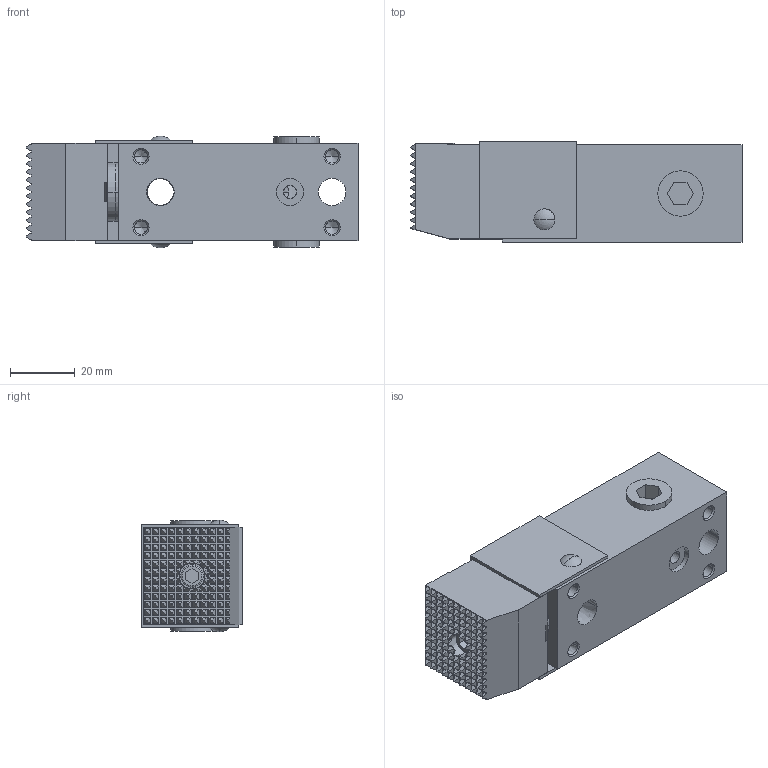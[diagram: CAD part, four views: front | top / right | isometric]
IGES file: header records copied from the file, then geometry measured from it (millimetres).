
Start section:  PTC IGES file: ilcm41531105.igs
Global section: file name: ilcm41531105.igs; native system: Creo Parametric by Parametric Technology Corporation; preprocessor: 2017170; author: Mjust; organization: Unknown; date: 20200915.080725; units: millimetre
Bounding box: 102.5 x 31 x 34.4 mm (x, y, z)
Surface area: 23574.3 mm2 (no closed solid volume)
Topology: 0 solids, 0 shells, 762 faces, 5663 edges, 7474 vertices
Faces by surface type: bspline 690, revolution 72
